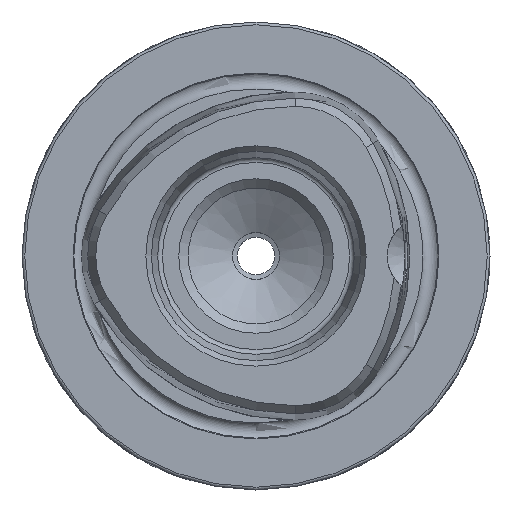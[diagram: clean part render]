
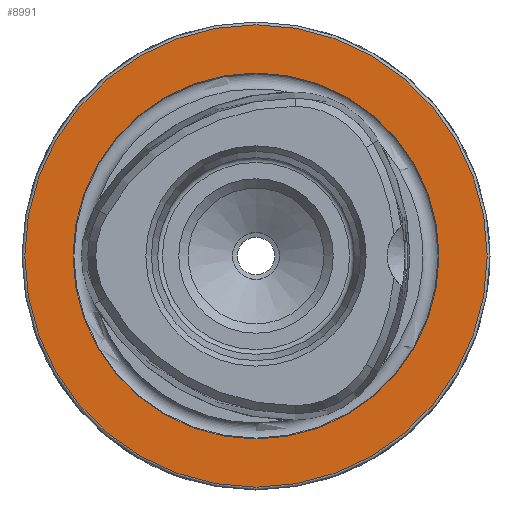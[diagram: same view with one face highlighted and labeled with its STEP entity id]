
A CAD part, left-side view. The second image highlights one B-rep face of the part: STEP entity #8991.
In plain terms, the highlighted planar face has unit normal (-1, 0, 0).
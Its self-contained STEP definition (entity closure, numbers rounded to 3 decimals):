
#51 = CARTESIAN_POINT ( 'NONE',  ( 0., 0., 0. ) ) ;
#283 = FACE_OUTER_BOUND ( 'NONE', #8963, .T. ) ;
#867 = DIRECTION ( 'NONE',  ( -1., 0., 0. ) ) ;
#915 = EDGE_CURVE ( 'NONE', #1714, #1714, #8645, .T. ) ;
#1404 = CIRCLE ( 'NONE', #5331, 24.7 ) ;
#1526 = DIRECTION ( 'NONE',  ( -1., 0., 0. ) ) ;
#1709 = EDGE_LOOP ( 'NONE', ( #5338 ) ) ;
#1714 = VERTEX_POINT ( 'NONE', #5253 ) ;
#2865 = CARTESIAN_POINT ( 'NONE',  ( 0., 0., 0. ) ) ;
#4009 = CARTESIAN_POINT ( 'NONE',  ( 0., 0., 24.7 ) ) ;
#4147 = AXIS2_PLACEMENT_3D ( 'NONE', #4960, #5506, #7001 ) ;
#4207 = EDGE_CURVE ( 'NONE', #6712, #6712, #1404, .T. ) ;
#4464 = FACE_BOUND ( 'NONE', #1709, .T. ) ;
#4633 = ORIENTED_EDGE ( 'NONE', *, *, #4207, .T. ) ;
#4960 = CARTESIAN_POINT ( 'NONE',  ( 0., 19.55, 0. ) ) ;
#4987 = DIRECTION ( 'NONE',  ( 0., 0., 1. ) ) ;
#5253 = CARTESIAN_POINT ( 'NONE',  ( 0., 0., 19.55 ) ) ;
#5331 = AXIS2_PLACEMENT_3D ( 'NONE', #51, #867, #5663 ) ;
#5338 = ORIENTED_EDGE ( 'NONE', *, *, #915, .F. ) ;
#5506 = DIRECTION ( 'NONE',  ( 1., 0., 0. ) ) ;
#5663 = DIRECTION ( 'NONE',  ( 0., 0., 1. ) ) ;
#6344 = AXIS2_PLACEMENT_3D ( 'NONE', #2865, #1526, #4987 ) ;
#6712 = VERTEX_POINT ( 'NONE', #4009 ) ;
#6871 = PLANE ( 'NONE',  #4147 ) ;
#7001 = DIRECTION ( 'NONE',  ( 0., 0., -1. ) ) ;
#8645 = CIRCLE ( 'NONE', #6344, 19.55 ) ;
#8963 = EDGE_LOOP ( 'NONE', ( #4633 ) ) ;
#8991 = ADVANCED_FACE ( 'NONE', ( #4464, #283 ), #6871, .F. ) ;
